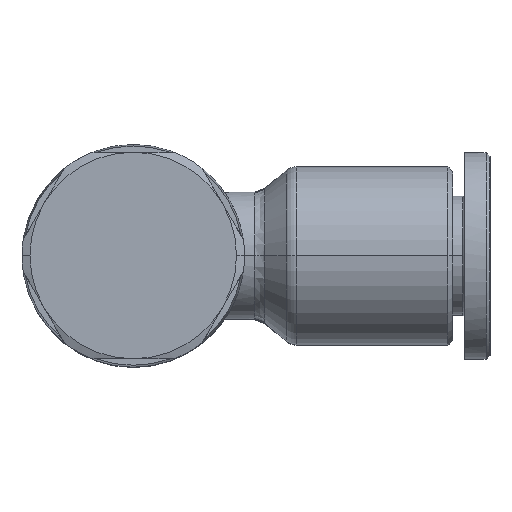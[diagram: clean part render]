
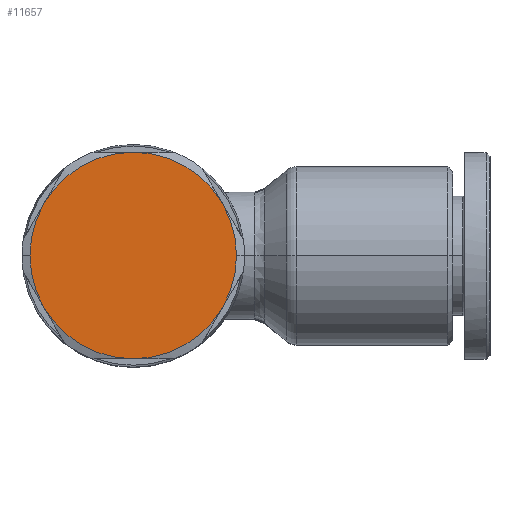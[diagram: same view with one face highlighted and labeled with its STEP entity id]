
A CAD part, top view. The second image highlights one B-rep face of the part: STEP entity #11657.
In plain terms, the highlighted planar face has unit normal (0, 0, 1).
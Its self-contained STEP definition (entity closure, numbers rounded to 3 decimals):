
#1947=CARTESIAN_POINT('',(-7.,0.,9.75));
#1948=VERTEX_POINT('',#1947);
#1956=CARTESIAN_POINT('',(-6.129,-3.25,9.75));
#1957=VERTEX_POINT('',#1956);
#1971=CARTESIAN_POINT('',(-0.5,0.,9.75));
#1972=DIRECTION('',(0.0,0.0,1.0));
#1973=DIRECTION('',(1.0,0.0,0.0));
#1974=AXIS2_PLACEMENT_3D('',#1971,#1972,#1973);
#1975=CIRCLE('',#1974,6.5);
#1976=EDGE_CURVE('',#1948,#1957,#1975,.T.);
#1986=CARTESIAN_POINT('',(6.,0.,9.75));
#1987=VERTEX_POINT('',#1986);
#1994=CARTESIAN_POINT('',(5.129,-3.25,9.75));
#1995=VERTEX_POINT('',#1994);
#1996=CARTESIAN_POINT('',(-0.5,0.,9.75));
#1997=DIRECTION('',(0.0,0.0,1.0));
#1998=DIRECTION('',(1.0,0.0,0.0));
#1999=AXIS2_PLACEMENT_3D('',#1996,#1997,#1998);
#2000=CIRCLE('',#1999,6.5);
#2001=EDGE_CURVE('',#1995,#1987,#2000,.T.);
#11059=CARTESIAN_POINT('',(-0.5,6.5,9.75));
#11060=VERTEX_POINT('',#11059);
#11083=CARTESIAN_POINT('',(-6.129,3.25,9.75));
#11084=VERTEX_POINT('',#11083);
#11098=CARTESIAN_POINT('',(-0.5,0.,9.75));
#11099=DIRECTION('',(0.0,0.0,1.0));
#11100=DIRECTION('',(1.0,0.0,0.0));
#11101=AXIS2_PLACEMENT_3D('',#11098,#11099,#11100);
#11102=CIRCLE('',#11101,6.5);
#11103=EDGE_CURVE('',#11060,#11084,#11102,.T.);
#11115=CARTESIAN_POINT('',(5.129,3.25,9.75));
#11116=VERTEX_POINT('',#11115);
#11152=CARTESIAN_POINT('',(-0.5,0.,9.75));
#11153=DIRECTION('',(0.0,0.0,1.0));
#11154=DIRECTION('',(1.0,0.0,0.0));
#11155=AXIS2_PLACEMENT_3D('',#11152,#11153,#11154);
#11156=CIRCLE('',#11155,6.5);
#11157=EDGE_CURVE('',#11116,#11060,#11156,.T.);
#11190=CARTESIAN_POINT('',(-0.5,0.,9.75));
#11191=DIRECTION('',(0.0,0.0,1.0));
#11192=DIRECTION('',(1.0,0.0,0.0));
#11193=AXIS2_PLACEMENT_3D('',#11190,#11191,#11192);
#11194=CIRCLE('',#11193,6.5);
#11195=EDGE_CURVE('',#1987,#11116,#11194,.T.);
#11220=CARTESIAN_POINT('',(-0.5,-6.5,9.75));
#11221=VERTEX_POINT('',#11220);
#11222=CARTESIAN_POINT('',(-0.5,0.,9.75));
#11223=DIRECTION('',(0.0,0.0,1.0));
#11224=DIRECTION('',(1.0,0.0,0.0));
#11225=AXIS2_PLACEMENT_3D('',#11222,#11223,#11224);
#11226=CIRCLE('',#11225,6.5);
#11227=EDGE_CURVE('',#11221,#1995,#11226,.T.);
#11274=CARTESIAN_POINT('',(-0.5,0.,9.75));
#11275=DIRECTION('',(0.0,0.0,1.0));
#11276=DIRECTION('',(1.0,0.0,0.0));
#11277=AXIS2_PLACEMENT_3D('',#11274,#11275,#11276);
#11278=CIRCLE('',#11277,6.5);
#11279=EDGE_CURVE('',#1957,#11221,#11278,.T.);
#11312=CARTESIAN_POINT('',(-0.5,0.,9.75));
#11313=DIRECTION('',(0.0,0.0,1.0));
#11314=DIRECTION('',(1.0,0.0,0.0));
#11315=AXIS2_PLACEMENT_3D('',#11312,#11313,#11314);
#11316=CIRCLE('',#11315,6.5);
#11317=EDGE_CURVE('',#11084,#1948,#11316,.T.);
#11642=CARTESIAN_POINT('',(2.75,0.,9.75));
#11643=DIRECTION('',(0.0,0.0,1.0));
#11644=DIRECTION('',(-1.0,0.0,0.0));
#11645=AXIS2_PLACEMENT_3D('',#11642,#11643,#11644);
#11646=PLANE('',#11645);
#11647=ORIENTED_EDGE('',*,*,#11317,.T.);
#11648=ORIENTED_EDGE('',*,*,#1976,.T.);
#11649=ORIENTED_EDGE('',*,*,#11279,.T.);
#11650=ORIENTED_EDGE('',*,*,#11227,.T.);
#11651=ORIENTED_EDGE('',*,*,#2001,.T.);
#11652=ORIENTED_EDGE('',*,*,#11195,.T.);
#11653=ORIENTED_EDGE('',*,*,#11157,.T.);
#11654=ORIENTED_EDGE('',*,*,#11103,.T.);
#11655=EDGE_LOOP('',(#11647,#11648,#11649,#11650,#11651,#11652,#11653,#11654));
#11656=FACE_OUTER_BOUND('',#11655,.T.);
#11657=ADVANCED_FACE('',(#11656),#11646,.T.);
